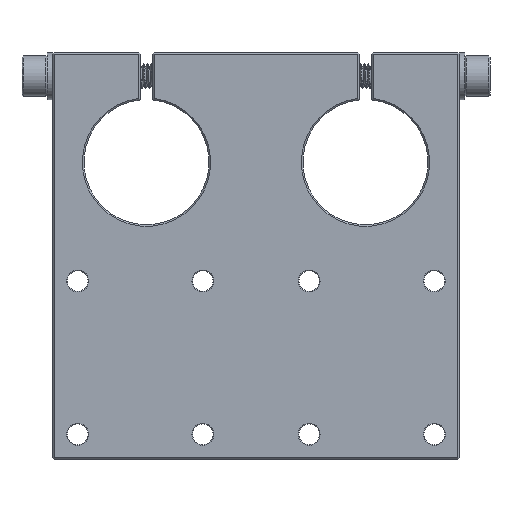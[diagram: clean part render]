
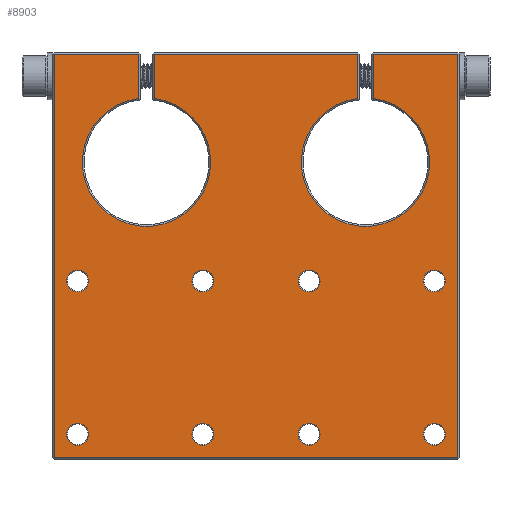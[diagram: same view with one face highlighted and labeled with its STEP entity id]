
A CAD part, front view. The second image highlights one B-rep face of the part: STEP entity #8903.
In plain terms, the highlighted planar face has unit normal (0, -1, 0).
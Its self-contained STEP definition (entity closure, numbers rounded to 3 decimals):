
#99=FACE_BOUND('',#1115,.T.);
#100=FACE_BOUND('',#1116,.T.);
#101=FACE_BOUND('',#1117,.T.);
#102=FACE_BOUND('',#1118,.T.);
#103=FACE_BOUND('',#1119,.T.);
#104=FACE_BOUND('',#1120,.T.);
#105=FACE_BOUND('',#1121,.T.);
#106=FACE_BOUND('',#1122,.T.);
#209=PLANE('',#9503);
#593=FACE_OUTER_BOUND('',#1114,.T.);
#1114=EDGE_LOOP('',(#6872,#6873,#6874,#6875,#6876,#6877,#6878,#6879,#6880,
#6881,#6882,#6883));
#1115=EDGE_LOOP('',(#6884));
#1116=EDGE_LOOP('',(#6885));
#1117=EDGE_LOOP('',(#6886));
#1118=EDGE_LOOP('',(#6887));
#1119=EDGE_LOOP('',(#6888));
#1120=EDGE_LOOP('',(#6889));
#1121=EDGE_LOOP('',(#6890));
#1122=EDGE_LOOP('',(#6891));
#1315=CIRCLE('',#9429,20.5);
#1318=CIRCLE('',#9472,20.5);
#1333=CIRCLE('',#9504,3.5);
#1334=CIRCLE('',#9505,3.5);
#1335=CIRCLE('',#9506,3.5);
#1336=CIRCLE('',#9507,3.5);
#1337=CIRCLE('',#9508,3.5);
#1338=CIRCLE('',#9509,3.5);
#1339=CIRCLE('',#9510,3.5);
#1340=CIRCLE('',#9511,3.5);
#2444=LINE('',#21870,#2954);
#2450=LINE('',#21887,#2960);
#2517=LINE('',#22054,#3027);
#2520=LINE('',#22058,#3030);
#2523=LINE('',#22063,#3033);
#2526=LINE('',#22067,#3036);
#2532=LINE('',#22076,#3042);
#2536=LINE('',#22084,#3046);
#2541=LINE('',#22096,#3051);
#2545=LINE('',#22111,#3055);
#2954=VECTOR('',#10673,10.);
#2960=VECTOR('',#10685,10.);
#3027=VECTOR('',#10816,10.);
#3030=VECTOR('',#10821,10.);
#3033=VECTOR('',#10828,10.);
#3036=VECTOR('',#10833,10.);
#3042=VECTOR('',#10845,10.);
#3046=VECTOR('',#10853,10.);
#3051=VECTOR('',#10864,10.);
#3055=VECTOR('',#10878,10.);
#3813=VERTEX_POINT('',#21855);
#3816=VERTEX_POINT('',#21862);
#3822=VERTEX_POINT('',#21886);
#3825=VERTEX_POINT('',#21902);
#3835=VERTEX_POINT('',#21934);
#3842=VERTEX_POINT('',#21949);
#3847=VERTEX_POINT('',#21965);
#3855=VERTEX_POINT('',#21985);
#3859=VERTEX_POINT('',#22002);
#3863=VERTEX_POINT('',#22010);
#3876=VERTEX_POINT('',#22083);
#3878=VERTEX_POINT('',#22104);
#3893=VERTEX_POINT('',#22948);
#3894=VERTEX_POINT('',#22950);
#3895=VERTEX_POINT('',#22952);
#3896=VERTEX_POINT('',#22954);
#3897=VERTEX_POINT('',#22956);
#3898=VERTEX_POINT('',#22958);
#3899=VERTEX_POINT('',#22960);
#3900=VERTEX_POINT('',#22962);
#4965=EDGE_CURVE('',#3816,#3813,#2444,.T.);
#4972=EDGE_CURVE('',#3813,#3822,#2450,.T.);
#4977=EDGE_CURVE('',#3822,#3825,#1315,.T.);
#5047=EDGE_CURVE('',#3859,#3863,#2517,.T.);
#5050=EDGE_CURVE('',#3863,#3855,#2520,.T.);
#5053=EDGE_CURVE('',#3847,#3859,#2523,.T.);
#5056=EDGE_CURVE('',#3855,#3842,#2526,.T.);
#5062=EDGE_CURVE('',#3835,#3847,#2532,.T.);
#5066=EDGE_CURVE('',#3842,#3876,#2536,.T.);
#5072=EDGE_CURVE('',#3825,#3835,#2541,.T.);
#5077=EDGE_CURVE('',#3876,#3878,#1318,.T.);
#5079=EDGE_CURVE('',#3878,#3816,#2545,.T.);
#5115=EDGE_CURVE('',#3893,#3893,#1333,.T.);
#5116=EDGE_CURVE('',#3894,#3894,#1334,.T.);
#5117=EDGE_CURVE('',#3895,#3895,#1335,.T.);
#5118=EDGE_CURVE('',#3896,#3896,#1336,.T.);
#5119=EDGE_CURVE('',#3897,#3897,#1337,.T.);
#5120=EDGE_CURVE('',#3898,#3898,#1338,.T.);
#5121=EDGE_CURVE('',#3899,#3899,#1339,.T.);
#5122=EDGE_CURVE('',#3900,#3900,#1340,.T.);
#6872=ORIENTED_EDGE('',*,*,#5077,.F.);
#6873=ORIENTED_EDGE('',*,*,#5066,.F.);
#6874=ORIENTED_EDGE('',*,*,#5056,.F.);
#6875=ORIENTED_EDGE('',*,*,#5050,.F.);
#6876=ORIENTED_EDGE('',*,*,#5047,.F.);
#6877=ORIENTED_EDGE('',*,*,#5053,.F.);
#6878=ORIENTED_EDGE('',*,*,#5062,.F.);
#6879=ORIENTED_EDGE('',*,*,#5072,.F.);
#6880=ORIENTED_EDGE('',*,*,#4977,.F.);
#6881=ORIENTED_EDGE('',*,*,#4972,.F.);
#6882=ORIENTED_EDGE('',*,*,#4965,.F.);
#6883=ORIENTED_EDGE('',*,*,#5079,.F.);
#6884=ORIENTED_EDGE('',*,*,#5115,.F.);
#6885=ORIENTED_EDGE('',*,*,#5116,.F.);
#6886=ORIENTED_EDGE('',*,*,#5117,.F.);
#6887=ORIENTED_EDGE('',*,*,#5118,.F.);
#6888=ORIENTED_EDGE('',*,*,#5119,.F.);
#6889=ORIENTED_EDGE('',*,*,#5120,.F.);
#6890=ORIENTED_EDGE('',*,*,#5121,.F.);
#6891=ORIENTED_EDGE('',*,*,#5122,.F.);
#8903=ADVANCED_FACE('',(#593,#99,#100,#101,#102,#103,#104,#105,#106),#209,
 .T.);
#9429=AXIS2_PLACEMENT_3D('',#21903,#10694,#10695);
#9472=AXIS2_PLACEMENT_3D('',#22105,#10874,#10875);
#9503=AXIS2_PLACEMENT_3D('',#22947,#10949,#10950);
#9504=AXIS2_PLACEMENT_3D('',#22949,#10951,#10952);
#9505=AXIS2_PLACEMENT_3D('',#22951,#10953,#10954);
#9506=AXIS2_PLACEMENT_3D('',#22953,#10955,#10956);
#9507=AXIS2_PLACEMENT_3D('',#22955,#10957,#10958);
#9508=AXIS2_PLACEMENT_3D('',#22957,#10959,#10960);
#9509=AXIS2_PLACEMENT_3D('',#22959,#10961,#10962);
#9510=AXIS2_PLACEMENT_3D('',#22961,#10963,#10964);
#9511=AXIS2_PLACEMENT_3D('',#22963,#10965,#10966);
#10673=DIRECTION('',(1.,0.,0.));
#10685=DIRECTION('',(0.,0.,-1.));
#10694=DIRECTION('center_axis',(0.,-1.,0.));
#10695=DIRECTION('ref_axis',(-1.,0.,0.));
#10816=DIRECTION('',(-1.,0.,0.));
#10821=DIRECTION('',(0.,0.,1.));
#10828=DIRECTION('',(0.,0.,-1.));
#10833=DIRECTION('',(1.,0.,0.));
#10845=DIRECTION('',(1.,0.,0.));
#10853=DIRECTION('',(0.,0.,-1.));
#10864=DIRECTION('',(0.,0.,1.));
#10874=DIRECTION('center_axis',(0.,-1.,0.));
#10875=DIRECTION('ref_axis',(-1.,0.,0.));
#10878=DIRECTION('',(0.,0.,1.));
#10949=DIRECTION('center_axis',(0.,-1.,0.));
#10950=DIRECTION('ref_axis',(1.,0.,0.));
#10951=DIRECTION('center_axis',(0.,-1.,0.));
#10952=DIRECTION('ref_axis',(-1.,0.,0.));
#10953=DIRECTION('center_axis',(0.,-1.,0.));
#10954=DIRECTION('ref_axis',(-1.,0.,0.));
#10955=DIRECTION('center_axis',(0.,-1.,0.));
#10956=DIRECTION('ref_axis',(-1.,0.,0.));
#10957=DIRECTION('center_axis',(0.,-1.,0.));
#10958=DIRECTION('ref_axis',(-1.,0.,0.));
#10959=DIRECTION('center_axis',(0.,-1.,0.));
#10960=DIRECTION('ref_axis',(-1.,0.,0.));
#10961=DIRECTION('center_axis',(0.,-1.,0.));
#10962=DIRECTION('ref_axis',(-1.,0.,0.));
#10963=DIRECTION('center_axis',(0.,-1.,0.));
#10964=DIRECTION('ref_axis',(-1.,0.,0.));
#10965=DIRECTION('center_axis',(0.,-1.,0.));
#10966=DIRECTION('ref_axis',(-1.,0.,0.));
#21855=CARTESIAN_POINT('',(97.5,0.,129.5));
#21862=CARTESIAN_POINT('',(32.5,0.,129.5));
#21870=CARTESIAN_POINT('',(32.5,0.,129.5));
#21886=CARTESIAN_POINT('',(97.5,0.,115.347));
#21887=CARTESIAN_POINT('',(97.5,0.,65.));
#21902=CARTESIAN_POINT('',(102.5,0.,115.347));
#21903=CARTESIAN_POINT('Origin',(100.,0.,95.));
#21934=CARTESIAN_POINT('',(102.5,0.,129.5));
#21949=CARTESIAN_POINT('',(27.5,0.,129.5));
#21965=CARTESIAN_POINT('',(129.5,0.,129.5));
#21985=CARTESIAN_POINT('',(0.5,0.,129.5));
#22002=CARTESIAN_POINT('',(129.5,0.,0.5));
#22010=CARTESIAN_POINT('',(0.5,0.,0.5));
#22054=CARTESIAN_POINT('',(32.5,0.,0.5));
#22058=CARTESIAN_POINT('',(0.5,0.,0.));
#22063=CARTESIAN_POINT('',(129.5,0.,0.));
#22067=CARTESIAN_POINT('',(32.5,0.,129.5));
#22076=CARTESIAN_POINT('',(32.5,0.,129.5));
#22083=CARTESIAN_POINT('',(27.5,0.,115.347));
#22084=CARTESIAN_POINT('',(27.5,0.,65.));
#22096=CARTESIAN_POINT('',(102.5,0.,65.));
#22104=CARTESIAN_POINT('',(32.5,0.,115.347));
#22105=CARTESIAN_POINT('Origin',(30.,0.,95.));
#22111=CARTESIAN_POINT('',(32.5,0.,65.));
#22947=CARTESIAN_POINT('Origin',(0.,0.,0.));
#22948=CARTESIAN_POINT('',(125.5,0.,8.));
#22949=CARTESIAN_POINT('Origin',(122.,0.,8.));
#22950=CARTESIAN_POINT('',(85.5,0.,8.));
#22951=CARTESIAN_POINT('Origin',(82.,0.,8.));
#22952=CARTESIAN_POINT('',(125.5,0.,57.));
#22953=CARTESIAN_POINT('Origin',(122.,0.,57.));
#22954=CARTESIAN_POINT('',(85.5,0.,57.));
#22955=CARTESIAN_POINT('Origin',(82.,0.,57.));
#22956=CARTESIAN_POINT('',(51.5,0.,57.));
#22957=CARTESIAN_POINT('Origin',(48.,0.,57.));
#22958=CARTESIAN_POINT('',(11.5,0.,8.));
#22959=CARTESIAN_POINT('Origin',(8.,0.,8.));
#22960=CARTESIAN_POINT('',(11.5,0.,57.));
#22961=CARTESIAN_POINT('Origin',(8.,0.,57.));
#22962=CARTESIAN_POINT('',(51.5,0.,8.));
#22963=CARTESIAN_POINT('Origin',(48.,0.,8.));
